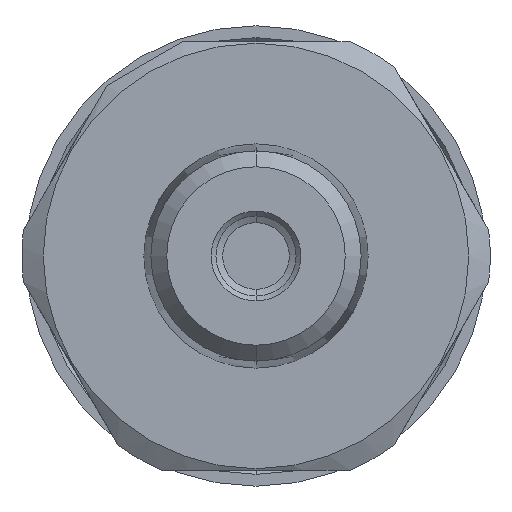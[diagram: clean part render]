
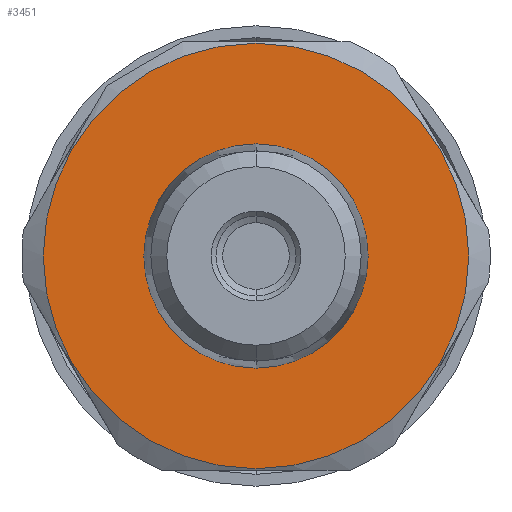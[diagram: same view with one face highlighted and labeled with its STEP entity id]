
A CAD part, front view. The second image highlights one B-rep face of the part: STEP entity #3451.
In plain terms, the highlighted face is planar.
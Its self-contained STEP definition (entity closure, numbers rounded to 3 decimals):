
#41 = PLANE ( 'NONE',  #6610 ) ;
#90 = AXIS2_PLACEMENT_3D ( 'NONE', #7699, #7726, #7729 ) ;
#167 = CARTESIAN_POINT ( 'NONE',  ( 33.5, 0., 0. ) ) ;
#363 = DIRECTION ( 'NONE',  ( 0., 0., 1. ) ) ;
#388 = DIRECTION ( 'NONE',  ( -1., 0., 0. ) ) ;
#459 = VERTEX_POINT ( 'NONE', #4864 ) ;
#554 = CARTESIAN_POINT ( 'NONE',  ( 33.5, 0., 0. ) ) ;
#575 = CARTESIAN_POINT ( 'NONE',  ( 33.5, 0., 0. ) ) ;
#847 = AXIS2_PLACEMENT_3D ( 'NONE', #9643, #7784, #9497 ) ;
#1052 = EDGE_CURVE ( 'NONE', #5371, #10001, #8112, .T. ) ;
#1375 = EDGE_CURVE ( 'NONE', #459, #5320, #2015, .T. ) ;
#1393 = ORIENTED_EDGE ( 'NONE', *, *, #1807, .F. ) ;
#1519 = DIRECTION ( 'NONE',  ( 0., 0., 1. ) ) ;
#1588 = DIRECTION ( 'NONE',  ( -1., 0., 0. ) ) ;
#1675 = ORIENTED_EDGE ( 'NONE', *, *, #3404, .T. ) ;
#1807 = EDGE_CURVE ( 'NONE', #5320, #459, #5254, .T. ) ;
#2015 = CIRCLE ( 'NONE', #8218, 13.4 ) ;
#2306 = DIRECTION ( 'NONE',  ( 1., 0., 0. ) ) ;
#3404 = EDGE_CURVE ( 'NONE', #10001, #5371, #9958, .T. ) ;
#3451 = ADVANCED_FACE ( 'NONE', ( #5725, #9145 ), #41, .T. ) ;
#4048 = ORIENTED_EDGE ( 'NONE', *, *, #1052, .T. ) ;
#4596 = EDGE_LOOP ( 'NONE', ( #4048, #1675 ) ) ;
#4807 = CARTESIAN_POINT ( 'NONE',  ( 33.5, 0., -7.063 ) ) ;
#4864 = CARTESIAN_POINT ( 'NONE',  ( 33.5, 0., 13.4 ) ) ;
#5254 = CIRCLE ( 'NONE', #6480, 13.4 ) ;
#5320 = VERTEX_POINT ( 'NONE', #7732 ) ;
#5371 = VERTEX_POINT ( 'NONE', #7434 ) ;
#5725 = FACE_BOUND ( 'NONE', #4596, .T. ) ;
#6480 = AXIS2_PLACEMENT_3D ( 'NONE', #554, #388, #363 ) ;
#6610 = AXIS2_PLACEMENT_3D ( 'NONE', #167, #2306, #10094 ) ;
#7434 = CARTESIAN_POINT ( 'NONE',  ( 33.5, 0., 7.063 ) ) ;
#7699 = CARTESIAN_POINT ( 'NONE',  ( 33.5, 0., 0. ) ) ;
#7726 = DIRECTION ( 'NONE',  ( -1., 0., 0. ) ) ;
#7729 = DIRECTION ( 'NONE',  ( 0., 0., 1. ) ) ;
#7732 = CARTESIAN_POINT ( 'NONE',  ( 33.5, 0., -13.4 ) ) ;
#7771 = EDGE_LOOP ( 'NONE', ( #9638, #1393 ) ) ;
#7784 = DIRECTION ( 'NONE',  ( -1., 0., 0. ) ) ;
#8112 = CIRCLE ( 'NONE', #90, 7.063 ) ;
#8218 = AXIS2_PLACEMENT_3D ( 'NONE', #575, #1588, #1519 ) ;
#9145 = FACE_OUTER_BOUND ( 'NONE', #7771, .T. ) ;
#9497 = DIRECTION ( 'NONE',  ( 0., 0., 1. ) ) ;
#9638 = ORIENTED_EDGE ( 'NONE', *, *, #1375, .F. ) ;
#9643 = CARTESIAN_POINT ( 'NONE',  ( 33.5, 0., 0. ) ) ;
#9958 = CIRCLE ( 'NONE', #847, 7.063 ) ;
#10001 = VERTEX_POINT ( 'NONE', #4807 ) ;
#10094 = DIRECTION ( 'NONE',  ( 0., 0., -1. ) ) ;
